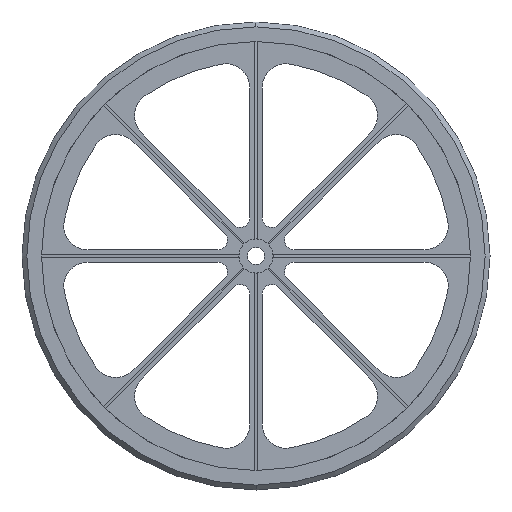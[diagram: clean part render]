
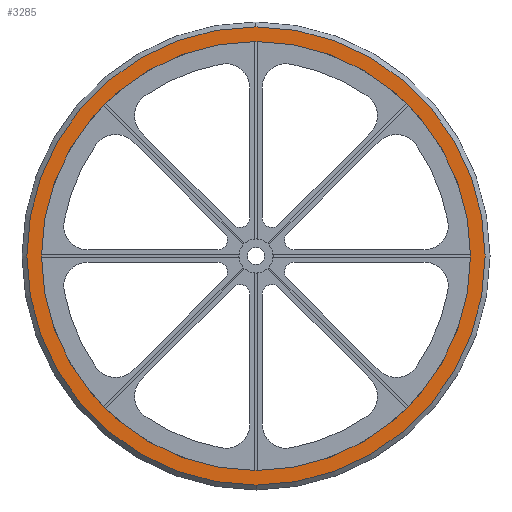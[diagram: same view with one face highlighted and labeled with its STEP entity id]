
A CAD part, left-side view. The second image highlights one B-rep face of the part: STEP entity #3285.
In plain terms, the highlighted planar face has unit normal (-1, 0, 0).
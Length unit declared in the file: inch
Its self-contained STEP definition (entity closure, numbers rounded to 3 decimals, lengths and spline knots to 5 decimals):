
#53 = DIRECTION ( 'NONE',  ( -1., 0., 0. ) ) ;
#112 = VERTEX_POINT ( 'NONE', #272 ) ;
#272 = CARTESIAN_POINT ( 'NONE',  ( -0.5, 0., 11. ) ) ;
#277 = CARTESIAN_POINT ( 'NONE',  ( -0.5, 0., 11.75 ) ) ;
#555 = CARTESIAN_POINT ( 'NONE',  ( -0.5, 0., 0. ) ) ;
#598 = FACE_OUTER_BOUND ( 'NONE', #5641, .T. ) ;
#893 = FACE_BOUND ( 'NONE', #5566, .T. ) ;
#1518 = CARTESIAN_POINT ( 'NONE',  ( -0.5, 0., 0. ) ) ;
#1894 = ORIENTED_EDGE ( 'NONE', *, *, #3914, .T. ) ;
#2037 = DIRECTION ( 'NONE',  ( 0., 0., -1. ) ) ;
#2212 = ORIENTED_EDGE ( 'NONE', *, *, #3270, .T. ) ;
#2233 = DIRECTION ( 'NONE',  ( 1., 0., 0. ) ) ;
#2395 = CIRCLE ( 'NONE', #4184, 11. ) ;
#2605 = DIRECTION ( 'NONE',  ( 0., 0., -1. ) ) ;
#2893 = DIRECTION ( 'NONE',  ( 1., 0., 0. ) ) ;
#3076 = CARTESIAN_POINT ( 'NONE',  ( -0.5, 0., 0. ) ) ;
#3270 = EDGE_CURVE ( 'NONE', #4684, #5455, #4461, .T. ) ;
#3285 = ADVANCED_FACE ( 'NONE', ( #598, #893 ), #4075, .F. ) ;
#3325 = AXIS2_PLACEMENT_3D ( 'NONE', #5891, #2893, #6394 ) ;
#3573 = DIRECTION ( 'NONE',  ( 0., 0., -1. ) ) ;
#3914 = EDGE_CURVE ( 'NONE', #5455, #4684, #4124, .T. ) ;
#4075 = PLANE ( 'NONE',  #5731 ) ;
#4124 = CIRCLE ( 'NONE', #5036, 11.75 ) ;
#4184 = AXIS2_PLACEMENT_3D ( 'NONE', #5247, #2233, #5737 ) ;
#4293 = VERTEX_POINT ( 'NONE', #6367 ) ;
#4400 = AXIS2_PLACEMENT_3D ( 'NONE', #3076, #53, #3573 ) ;
#4461 = CIRCLE ( 'NONE', #4400, 11.75 ) ;
#4668 = EDGE_CURVE ( 'NONE', #112, #4293, #2395, .T. ) ;
#4684 = VERTEX_POINT ( 'NONE', #6250 ) ;
#5036 = AXIS2_PLACEMENT_3D ( 'NONE', #1518, #5040, #2037 ) ;
#5040 = DIRECTION ( 'NONE',  ( -1., 0., 0. ) ) ;
#5247 = CARTESIAN_POINT ( 'NONE',  ( -0.5, 0., 0. ) ) ;
#5455 = VERTEX_POINT ( 'NONE', #277 ) ;
#5511 = EDGE_CURVE ( 'NONE', #4293, #112, #5675, .T. ) ;
#5566 = EDGE_LOOP ( 'NONE', ( #5876, #5614 ) ) ;
#5591 = DIRECTION ( 'NONE',  ( 1., 0., 0. ) ) ;
#5614 = ORIENTED_EDGE ( 'NONE', *, *, #4668, .T. ) ;
#5641 = EDGE_LOOP ( 'NONE', ( #2212, #1894 ) ) ;
#5675 = CIRCLE ( 'NONE', #3325, 11. ) ;
#5731 = AXIS2_PLACEMENT_3D ( 'NONE', #555, #5591, #2605 ) ;
#5737 = DIRECTION ( 'NONE',  ( 0., 0., -1. ) ) ;
#5876 = ORIENTED_EDGE ( 'NONE', *, *, #5511, .T. ) ;
#5891 = CARTESIAN_POINT ( 'NONE',  ( -0.5, 0., 0. ) ) ;
#6250 = CARTESIAN_POINT ( 'NONE',  ( -0.5, 0., -11.75 ) ) ;
#6367 = CARTESIAN_POINT ( 'NONE',  ( -0.5, 0., -11. ) ) ;
#6394 = DIRECTION ( 'NONE',  ( 0., 0., -1. ) ) ;
